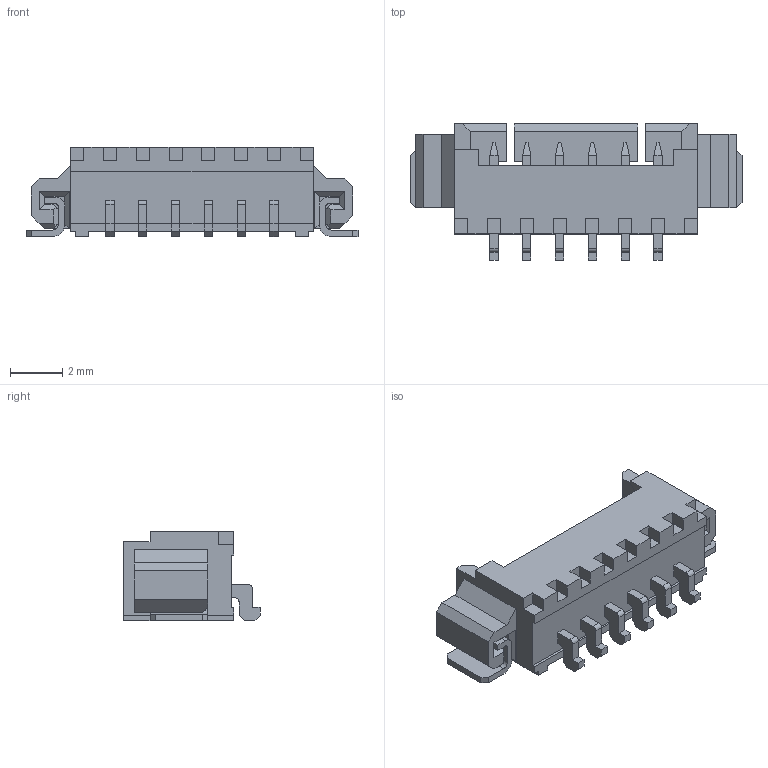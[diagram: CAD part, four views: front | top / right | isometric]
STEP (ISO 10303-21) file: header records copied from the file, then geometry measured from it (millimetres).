
FILE_DESCRIPTION (( 'STEP AP214' ), '1' );
FILE_NAME ('MOLEX-53261-0671.STEP', '2017-02-15T00:59:29', ( '' ), ( '' ), 'SwSTEP 2.0', 'SolidWorks 2014', '' );
FILE_SCHEMA (( 'AUTOMOTIVE_DESIGN' ));
Length unit declared in the file: inch
Products named in the file (1): MOLEX-53261-0671
Bounding box: 12.65 x 5.2 x 3.4 mm (x, y, z)
Volume: 76.6 mm3; surface area: 306.9 mm2
Topology: 1 solids, 1 shells, 312 faces, 870 edges, 566 vertices
Faces by surface type: plane 292, cylinder 20
Entity records: 13890 total; most frequent: CARTESIAN_POINT 1755, ORIENTED_EDGE 1740, DIRECTION 1534, EDGE_CURVE 870, VECTOR 828, LINE 828, VERTEX_POINT 566, AXIS2_PLACEMENT_3D 353
